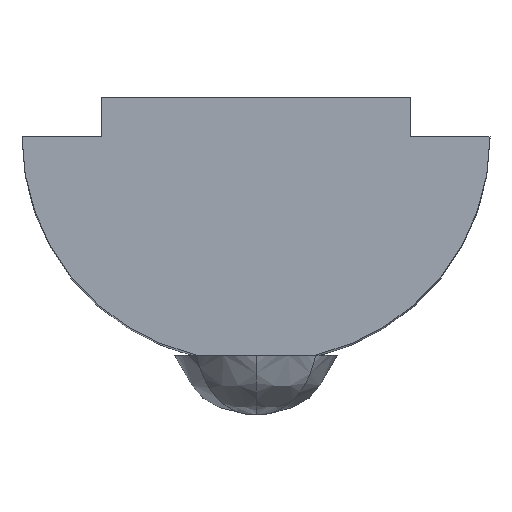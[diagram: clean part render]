
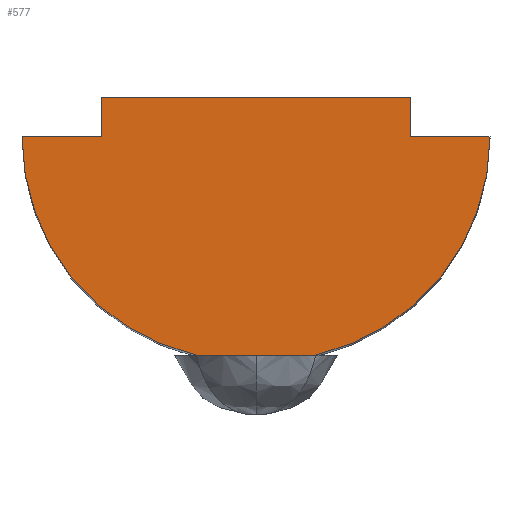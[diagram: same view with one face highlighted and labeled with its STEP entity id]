
A CAD part, top view. The second image highlights one B-rep face of the part: STEP entity #577.
In plain terms, the highlighted planar face has unit normal (0, 0, 1).
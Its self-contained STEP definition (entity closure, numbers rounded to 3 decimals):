
#23 = AXIS2_PLACEMENT_3D ( 'NONE', #446, #447, #448 ) ;
#24 = AXIS2_PLACEMENT_3D ( 'NONE', #564, #565, #566 ) ;
#41 = AXIS2_PLACEMENT_3D ( 'NONE', #89, #90, #91 ) ;
#89 = CARTESIAN_POINT ( 'NONE',  ( 0.263, 5.5, 0. ) ) ;
#90 = DIRECTION ( 'NONE',  ( 0., 0., 1. ) ) ;
#91 = DIRECTION ( 'NONE',  ( 1., 0., 0. ) ) ;
#97 = CARTESIAN_POINT ( 'NONE',  ( 0., 5.5, 0. ) ) ;
#98 = DIRECTION ( 'NONE',  ( -1., 0., 0. ) ) ;
#114 = LINE ( 'NONE', #645, #115 ) ;
#115 = VECTOR ( 'NONE', #646, 1000. ) ;
#116 = LINE ( 'NONE', #647, #117 ) ;
#117 = VECTOR ( 'NONE', #648, 1000. ) ;
#127 = CIRCLE ( 'NONE', #41, 5.638 ) ;
#131 = LINE ( 'NONE', #97, #132 ) ;
#132 = VECTOR ( 'NONE', #98, 1000. ) ;
#145 = LINE ( 'NONE', #204, #146 ) ;
#146 = VECTOR ( 'NONE', #205, 1000. ) ;
#166 = FACE_OUTER_BOUND ( 'NONE', #339, .T. ) ;
#175 = VERTEX_POINT ( 'NONE', #752 ) ;
#176 = VERTEX_POINT ( 'NONE', #749 ) ;
#177 = VERTEX_POINT ( 'NONE', #746 ) ;
#204 = CARTESIAN_POINT ( 'NONE',  ( 0., 6.5, 0. ) ) ;
#205 = DIRECTION ( 'NONE',  ( -1., 0., 0. ) ) ;
#228 = VERTEX_POINT ( 'NONE', #754 ) ;
#236 = VERTEX_POINT ( 'NONE', #766 ) ;
#240 = VERTEX_POINT ( 'NONE', #765 ) ;
#254 = VERTEX_POINT ( 'NONE', #744 ) ;
#255 = VERTEX_POINT ( 'NONE', #735 ) ;
#257 = EDGE_CURVE ( 'NONE', #176, #236, #860, .T. ) ;
#284 = EDGE_CURVE ( 'NONE', #236, #228, #828, .T. ) ;
#285 = EDGE_CURVE ( 'NONE', #240, #228, #826, .T. ) ;
#298 = EDGE_CURVE ( 'NONE', #175, #177, #114, .T. ) ;
#299 = EDGE_CURVE ( 'NONE', #176, #254, #116, .T. ) ;
#305 = EDGE_CURVE ( 'NONE', #240, #255, #127, .T. ) ;
#308 = EDGE_CURVE ( 'NONE', #255, #177, #131, .T. ) ;
#317 = EDGE_CURVE ( 'NONE', #175, #254, #145, .T. ) ;
#339 = EDGE_LOOP ( 'NONE', ( #832, #833, #834, #835, #385, #386, #387, #388 ) ) ;
#385 = ORIENTED_EDGE ( 'NONE', *, *, #305, .T. ) ;
#386 = ORIENTED_EDGE ( 'NONE', *, *, #308, .T. ) ;
#387 = ORIENTED_EDGE ( 'NONE', *, *, #298, .F. ) ;
#388 = ORIENTED_EDGE ( 'NONE', *, *, #317, .T. ) ;
#446 = CARTESIAN_POINT ( 'NONE',  ( -0.263, 5.5, 0. ) ) ;
#447 = DIRECTION ( 'NONE',  ( 0., 0., 1. ) ) ;
#448 = DIRECTION ( 'NONE',  ( 1., 0., 0. ) ) ;
#449 = CARTESIAN_POINT ( 'NONE',  ( 0., 0., 0. ) ) ;
#450 = DIRECTION ( 'NONE',  ( -1., 0., 0. ) ) ;
#563 = PLANE ( 'NONE',  #24 ) ;
#564 = CARTESIAN_POINT ( 'NONE',  ( -5.971, 0., 0. ) ) ;
#565 = DIRECTION ( 'NONE',  ( 0., 0., 1. ) ) ;
#566 = DIRECTION ( 'NONE',  ( 1., 0., 0. ) ) ;
#577 = ADVANCED_FACE ( 'NONE', ( #166 ), #563, .T. ) ;
#645 = CARTESIAN_POINT ( 'NONE',  ( 3.9, 6., 0. ) ) ;
#646 = DIRECTION ( 'NONE',  ( 0., -1., 0. ) ) ;
#647 = CARTESIAN_POINT ( 'NONE',  ( -3.9, 6., 0. ) ) ;
#648 = DIRECTION ( 'NONE',  ( 0., 1., 0. ) ) ;
#735 = CARTESIAN_POINT ( 'NONE',  ( 5.9, 5.5, 0. ) ) ;
#744 = CARTESIAN_POINT ( 'NONE',  ( -3.9, 6.5, 0. ) ) ;
#745 = CARTESIAN_POINT ( 'NONE',  ( 0., 5.5, 0. ) ) ;
#746 = CARTESIAN_POINT ( 'NONE',  ( 3.9, 5.5, 0. ) ) ;
#749 = CARTESIAN_POINT ( 'NONE',  ( -3.9, 5.5, 0. ) ) ;
#752 = CARTESIAN_POINT ( 'NONE',  ( 3.9, 6.5, 0. ) ) ;
#754 = CARTESIAN_POINT ( 'NONE',  ( -1.5, 0., 0. ) ) ;
#759 = DIRECTION ( 'NONE',  ( -1., 0., 0. ) ) ;
#765 = CARTESIAN_POINT ( 'NONE',  ( 1.5, 0., 0. ) ) ;
#766 = CARTESIAN_POINT ( 'NONE',  ( -5.9, 5.5, 0. ) ) ;
#823 = VECTOR ( 'NONE', #450, 1000. ) ;
#826 = LINE ( 'NONE', #449, #823 ) ;
#828 = CIRCLE ( 'NONE', #23, 5.638 ) ;
#832 = ORIENTED_EDGE ( 'NONE', *, *, #299, .F. ) ;
#833 = ORIENTED_EDGE ( 'NONE', *, *, #257, .T. ) ;
#834 = ORIENTED_EDGE ( 'NONE', *, *, #284, .T. ) ;
#835 = ORIENTED_EDGE ( 'NONE', *, *, #285, .F. ) ;
#860 = LINE ( 'NONE', #745, #862 ) ;
#862 = VECTOR ( 'NONE', #759, 1000. ) ;
